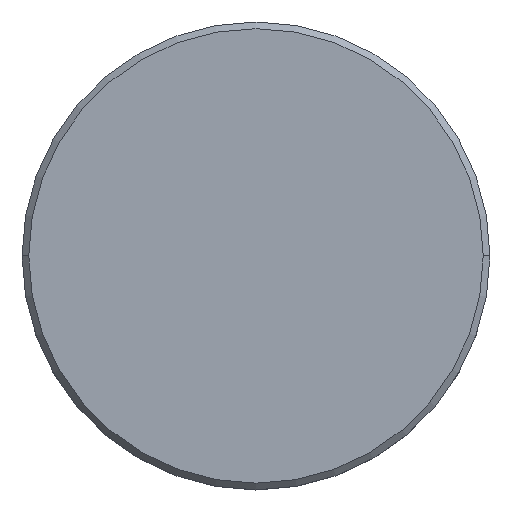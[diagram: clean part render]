
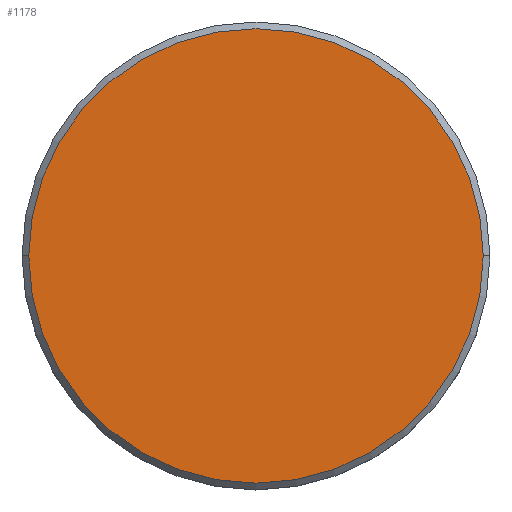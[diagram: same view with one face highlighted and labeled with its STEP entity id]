
A CAD part, top view. The second image highlights one B-rep face of the part: STEP entity #1178.
In plain terms, the highlighted planar face has unit normal (0, 0, 1).
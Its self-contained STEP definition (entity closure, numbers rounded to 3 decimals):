
#8 = DIRECTION ( 'NONE',  ( 0., 0., 1. ) ) ;
#63 = AXIS2_PLACEMENT_3D ( 'NONE', #940, #8, #122 ) ;
#79 = AXIS2_PLACEMENT_3D ( 'NONE', #1152, #494, #854 ) ;
#122 = DIRECTION ( 'NONE',  ( 1., 0., 0. ) ) ;
#245 = ORIENTED_EDGE ( 'NONE', *, *, #1017, .T. ) ;
#253 = EDGE_LOOP ( 'NONE', ( #245, #572 ) ) ;
#341 = VERTEX_POINT ( 'NONE', #685 ) ;
#360 = CIRCLE ( 'NONE', #63, 17. ) ;
#488 = CARTESIAN_POINT ( 'NONE',  ( -17., 0., 0. ) ) ;
#494 = DIRECTION ( 'NONE',  ( 0., 0., 1. ) ) ;
#572 = ORIENTED_EDGE ( 'NONE', *, *, #1104, .T. ) ;
#599 = CIRCLE ( 'NONE', #79, 17. ) ;
#651 = PLANE ( 'NONE',  #1077 ) ;
#685 = CARTESIAN_POINT ( 'NONE',  ( 17., 0., 0. ) ) ;
#701 = FACE_OUTER_BOUND ( 'NONE', #253, .T. ) ;
#844 = DIRECTION ( 'NONE',  ( 0., 0., 1. ) ) ;
#854 = DIRECTION ( 'NONE',  ( 1., 0., 0. ) ) ;
#928 = DIRECTION ( 'NONE',  ( 1., 0., 0. ) ) ;
#940 = CARTESIAN_POINT ( 'NONE',  ( 0., 0., 0. ) ) ;
#1017 = EDGE_CURVE ( 'NONE', #1022, #341, #360, .T. ) ;
#1022 = VERTEX_POINT ( 'NONE', #488 ) ;
#1077 = AXIS2_PLACEMENT_3D ( 'NONE', #1119, #844, #928 ) ;
#1104 = EDGE_CURVE ( 'NONE', #341, #1022, #599, .T. ) ;
#1119 = CARTESIAN_POINT ( 'NONE',  ( 0., 0., 0. ) ) ;
#1152 = CARTESIAN_POINT ( 'NONE',  ( 0., 0., 0. ) ) ;
#1178 = ADVANCED_FACE ( 'NONE', ( #701 ), #651, .T. ) ;
